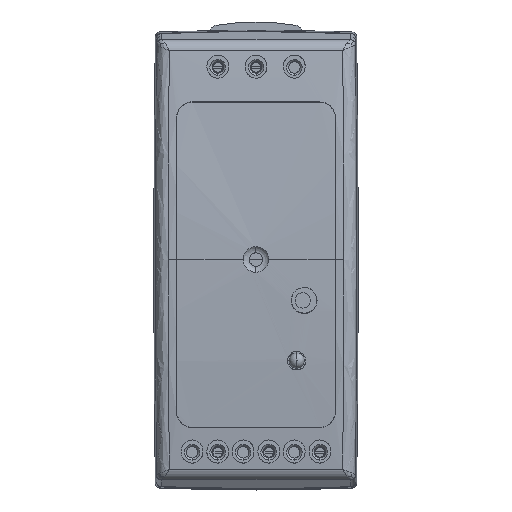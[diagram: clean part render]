
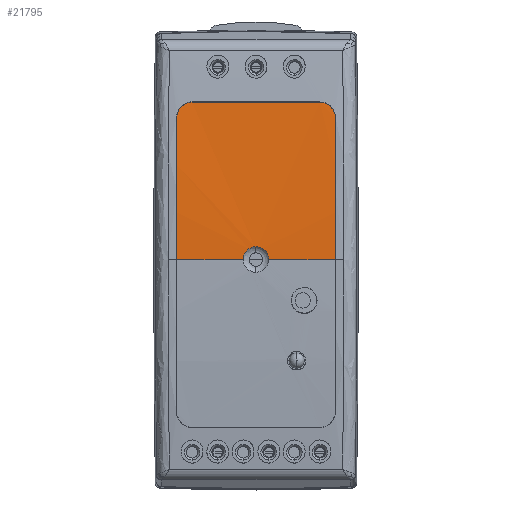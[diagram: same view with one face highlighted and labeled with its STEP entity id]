
A CAD part, top view. The second image highlights one B-rep face of the part: STEP entity #21795.
In plain terms, the highlighted cylindrical face has radius 338.569 mm (diameter 677.138 mm), a partial arc.
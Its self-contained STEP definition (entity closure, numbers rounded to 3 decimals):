
#3229 = CARTESIAN_POINT ( 'NONE',  ( -0.793, 2.486, 60.551 ) ) ;
#4030 = CARTESIAN_POINT ( 'NONE',  ( -15.64, 0.017, 60.56 ) ) ;
#4761 = VERTEX_POINT ( 'NONE', #110779 ) ;
#6117 = CARTESIAN_POINT ( 'NONE',  ( -13.95, 30.579, 59.178 ) ) ;
#6525 = CARTESIAN_POINT ( 'NONE',  ( -14.523, 30.22, 59.211 ) ) ;
#6923 = CARTESIAN_POINT ( 'NONE',  ( -15.003, 29.741, 59.253 ) ) ;
#6961 = CARTESIAN_POINT ( 'NONE',  ( -12.64, 30.852, 59.153 ) ) ;
#7249 = ORIENTED_EDGE ( 'NONE', *, *, #46249, .F. ) ;
#7644 = CARTESIAN_POINT ( 'NONE',  ( 14.244, 30.22, 59.21 ) ) ;
#7880 = FACE_OUTER_BOUND ( 'NONE', #29667, .T. ) ;
#9348 = DIRECTION ( 'NONE',  ( 1., 0., 0. ) ) ;
#12994 = DIRECTION ( 'NONE',  ( 0., 1., 0. ) ) ;
#13511 = LINE ( 'NONE', #64673, #19215 ) ;
#14389 = VERTEX_POINT ( 'NONE', #68038 ) ;
#15450 = CIRCLE ( 'NONE', #45128, 338.569 ) ;
#15516 = CARTESIAN_POINT ( 'NONE',  ( 6.693, 0.017, 60.56 ) ) ;
#16032 = CARTESIAN_POINT ( 'NONE',  ( 15.085, 29.168, 59.303 ) ) ;
#16103 = CARTESIAN_POINT ( 'NONE',  ( -12.64, 30.852, 59.153 ) ) ;
#19066 = AXIS2_PLACEMENT_3D ( 'NONE', #22905, #104129, #12994 ) ;
#19215 = VECTOR ( 'NONE', #9348, 1000. ) ;
#21488 = CARTESIAN_POINT ( 'NONE',  ( -0.14, 2.55, 60.551 ) ) ;
#21795 = ADVANCED_FACE ( 'NONE', ( #7880 ), #23522, .T. ) ;
#22190 = EDGE_CURVE ( 'NONE', #14389, #105728, #101805, .T. ) ;
#22905 = CARTESIAN_POINT ( 'NONE',  ( 15.36, 0.017, -278.009 ) ) ;
#23522 = CYLINDRICAL_SURFACE ( 'NONE', #74579, 338.569 ) ;
#23845 = CARTESIAN_POINT ( 'NONE',  ( 1.131, 2.229, 60.553 ) ) ;
#24887 = CARTESIAN_POINT ( 'NONE',  ( -15.589, 28.527, 59.358 ) ) ;
#25203 = CARTESIAN_POINT ( 'NONE',  ( 15.31, 28.525, 59.358 ) ) ;
#28179 = ORIENTED_EDGE ( 'NONE', *, *, #96453, .F. ) ;
#29085 = VERTEX_POINT ( 'NONE', #37317 ) ;
#29667 = EDGE_LOOP ( 'NONE', ( #81553, #69430, #7249, #111847, #28179, #69739, #49177, #85394, #72661 ) ) ;
#30662 = CARTESIAN_POINT ( 'NONE',  ( 0.514, 2.486, 60.551 ) ) ;
#30763 = CARTESIAN_POINT ( 'NONE',  ( -2.639, 0.017, 60.56 ) ) ;
#33244 = CARTESIAN_POINT ( 'NONE',  ( -0.14, 2.55, 60.551 ) ) ;
#33966 = CARTESIAN_POINT ( 'NONE',  ( 12.588, 30.852, 59.153 ) ) ;
#34049 = CARTESIAN_POINT ( 'NONE',  ( -13.311, 30.802, 59.158 ) ) ;
#36994 = VERTEX_POINT ( 'NONE', #108231 ) ;
#37317 = CARTESIAN_POINT ( 'NONE',  ( 2.36, 0.017, 60.56 ) ) ;
#38811 = DIRECTION ( 'NONE',  ( 0., -1., 0. ) ) ;
#39541 = EDGE_CURVE ( 'NONE', #72893, #36994, #13511, .T. ) ;
#39934 = CARTESIAN_POINT ( 'NONE',  ( -2.334, 1.293, 60.558 ) ) ;
#42431 = CARTESIAN_POINT ( 'NONE',  ( -12.863, 30.852, 59.153 ) ) ;
#43646 = CARTESIAN_POINT ( 'NONE',  ( -15.64, 28.077, 59.396 ) ) ;
#45128 = AXIS2_PLACEMENT_3D ( 'NONE', #93303, #111198, #38811 ) ;
#46249 = EDGE_CURVE ( 'NONE', #4761, #29085, #46298, .T. ) ;
#46298 = B_SPLINE_CURVE_WITH_KNOTS ( 'NONE', 3,
 ( #115802, #98703, #15516, #52966 ),
 .UNSPECIFIED., .F., .F.,
 ( 4, 4 ),
 ( 0., 1. ),
 .UNSPECIFIED. ) ;
#47887 = VERTEX_POINT ( 'NONE', #48149 ) ;
#48149 = CARTESIAN_POINT ( 'NONE',  ( -15.64, 27.852, 59.414 ) ) ;
#48387 = EDGE_CURVE ( 'NONE', #105728, #29085, #59347, .T. ) ;
#49068 = CARTESIAN_POINT ( 'NONE',  ( -0.473, 2.55, 60.551 ) ) ;
#49177 = ORIENTED_EDGE ( 'NONE', *, *, #68147, .F. ) ;
#52841 = EDGE_CURVE ( 'NONE', #68405, #47887, #15450, .T. ) ;
#52921 = CARTESIAN_POINT ( 'NONE',  ( 1.874, 1.568, 60.557 ) ) ;
#52966 = CARTESIAN_POINT ( 'NONE',  ( 2.36, 0.017, 60.56 ) ) ;
#55648 = DIRECTION ( 'NONE',  ( 0., 0., 1. ) ) ;
#57866 = CARTESIAN_POINT ( 'NONE',  ( -1.411, 2.228, 60.553 ) ) ;
#58263 = CARTESIAN_POINT ( 'NONE',  ( -2.582, 0.674, 60.56 ) ) ;
#59347 = B_SPLINE_CURVE_WITH_KNOTS ( 'NONE', 3,
 ( #21488, #85172, #30662, #23845, #94315, #52921, #70052, #116576, #87900, #106230 ),
 .UNSPECIFIED., .F., .F.,
 ( 4, 2, 2, 2, 4 ),
 ( 0., 0.25, 0.5, 0.75, 1. ),
 .UNSPECIFIED. ) ;
#59402 = CARTESIAN_POINT ( 'NONE',  ( -0.14, 2.55, 60.551 ) ) ;
#60734 = CARTESIAN_POINT ( 'NONE',  ( -15.364, 29.167, 59.303 ) ) ;
#64673 = CARTESIAN_POINT ( 'NONE',  ( -0.14, 30.852, 59.153 ) ) ;
#67362 = CARTESIAN_POINT ( 'NONE',  ( -1.683, 2.044, 60.554 ) ) ;
#67533 = CIRCLE ( 'NONE', #19066, 338.569 ) ;
#68038 = CARTESIAN_POINT ( 'NONE',  ( -2.639, 0.017, 60.56 ) ) ;
#68147 = EDGE_CURVE ( 'NONE', #47887, #72893, #73315, .T. ) ;
#68405 = VERTEX_POINT ( 'NONE', #4030 ) ;
#69430 = ORIENTED_EDGE ( 'NONE', *, *, #48387, .T. ) ;
#69496 = CARTESIAN_POINT ( 'NONE',  ( -15.64, 27.852, 59.414 ) ) ;
#69739 = ORIENTED_EDGE ( 'NONE', *, *, #39541, .F. ) ;
#70052 = CARTESIAN_POINT ( 'NONE',  ( 2.053, 1.295, 60.558 ) ) ;
#71511 = CARTESIAN_POINT ( 'NONE',  ( -2.639, 0.017, 60.56 ) ) ;
#72661 = ORIENTED_EDGE ( 'NONE', *, *, #93841, .F. ) ;
#72893 = VERTEX_POINT ( 'NONE', #6961 ) ;
#73315 = B_SPLINE_CURVE_WITH_KNOTS ( 'NONE', 3,
 ( #69496, #43646, #24887, #60734, #6923, #6525, #6117, #34049, #42431, #16103 ),
 .UNSPECIFIED., .F., .F.,
 ( 4, 1, 1, 1, 1, 1, 1, 4 ),
 ( 0., 0.143, 0.286, 0.429, 0.571, 0.714, 0.857, 1. ),
 .UNSPECIFIED. ) ;
#73926 = DIRECTION ( 'NONE',  ( -1., 0., 0. ) ) ;
#74579 = AXIS2_PLACEMENT_3D ( 'NONE', #92590, #73926, #55648 ) ;
#75822 = CARTESIAN_POINT ( 'NONE',  ( -11.306, 0.017, 60.56 ) ) ;
#80311 = CARTESIAN_POINT ( 'NONE',  ( 15.36, 27.852, 59.414 ) ) ;
#80897 = CARTESIAN_POINT ( 'NONE',  ( 12.36, 30.852, 59.153 ) ) ;
#81553 = ORIENTED_EDGE ( 'NONE', *, *, #22190, .T. ) ;
#85172 = CARTESIAN_POINT ( 'NONE',  ( 0.193, 2.55, 60.551 ) ) ;
#85394 = ORIENTED_EDGE ( 'NONE', *, *, #52841, .F. ) ;
#85888 = B_SPLINE_CURVE_WITH_KNOTS ( 'NONE', 3,
 ( #71511, #88964, #75822, #112422 ),
 .UNSPECIFIED., .F., .F.,
 ( 4, 4 ),
 ( 0., 1. ),
 .UNSPECIFIED. ) ;
#87900 = CARTESIAN_POINT ( 'NONE',  ( 2.364, 0.35, 60.56 ) ) ;
#88867 = CARTESIAN_POINT ( 'NONE',  ( 15.36, 28.081, 59.395 ) ) ;
#88964 = CARTESIAN_POINT ( 'NONE',  ( -6.972, 0.017, 60.56 ) ) ;
#92590 = CARTESIAN_POINT ( 'NONE',  ( -0.139, 0.017, -278.009 ) ) ;
#93303 = CARTESIAN_POINT ( 'NONE',  ( -15.64, 0.017, -278.009 ) ) ;
#93841 = EDGE_CURVE ( 'NONE', #14389, #68405, #85888, .T. ) ;
#94315 = CARTESIAN_POINT ( 'NONE',  ( 1.405, 2.043, 60.554 ) ) ;
#94418 = CARTESIAN_POINT ( 'NONE',  ( -2.154, 1.567, 60.557 ) ) ;
#96453 = EDGE_CURVE ( 'NONE', #36994, #100812, #98963, .T. ) ;
#97631 = CARTESIAN_POINT ( 'NONE',  ( 13.03, 30.802, 59.158 ) ) ;
#98703 = CARTESIAN_POINT ( 'NONE',  ( 11.027, 0.017, 60.56 ) ) ;
#98963 = B_SPLINE_CURVE_WITH_KNOTS ( 'NONE', 3,
 ( #80897, #33966, #97631, #106775, #7644, #115903, #16032, #25203, #88867, #107174 ),
 .UNSPECIFIED., .F., .F.,
 ( 4, 1, 1, 1, 1, 1, 1, 4 ),
 ( 0., 0.143, 0.286, 0.429, 0.571, 0.714, 0.857, 1. ),
 .UNSPECIFIED. ) ;
#100812 = VERTEX_POINT ( 'NONE', #80311 ) ;
#101805 = B_SPLINE_CURVE_WITH_KNOTS ( 'NONE', 3,
 ( #30763, #112324, #58263, #39934, #94418, #67362, #57866, #3229, #49068, #59402 ),
 .UNSPECIFIED., .F., .F.,
 ( 4, 2, 2, 2, 4 ),
 ( 0., 0.25, 0.5, 0.75, 1. ),
 .UNSPECIFIED. ) ;
#104129 = DIRECTION ( 'NONE',  ( 1., 0., 0. ) ) ;
#105728 = VERTEX_POINT ( 'NONE', #33244 ) ;
#106230 = CARTESIAN_POINT ( 'NONE',  ( 2.36, 0.017, 60.56 ) ) ;
#106775 = CARTESIAN_POINT ( 'NONE',  ( 13.671, 30.579, 59.178 ) ) ;
#107174 = CARTESIAN_POINT ( 'NONE',  ( 15.36, 27.852, 59.414 ) ) ;
#108231 = CARTESIAN_POINT ( 'NONE',  ( 12.36, 30.852, 59.153 ) ) ;
#110083 = EDGE_CURVE ( 'NONE', #100812, #4761, #67533, .T. ) ;
#110779 = CARTESIAN_POINT ( 'NONE',  ( 15.36, 0.017, 60.56 ) ) ;
#111198 = DIRECTION ( 'NONE',  ( -1., 0., 0. ) ) ;
#111847 = ORIENTED_EDGE ( 'NONE', *, *, #110083, .F. ) ;
#112324 = CARTESIAN_POINT ( 'NONE',  ( -2.642, 0.352, 60.56 ) ) ;
#112422 = CARTESIAN_POINT ( 'NONE',  ( -15.64, 0.017, 60.56 ) ) ;
#115802 = CARTESIAN_POINT ( 'NONE',  ( 15.36, 0.017, 60.56 ) ) ;
#115903 = CARTESIAN_POINT ( 'NONE',  ( 14.723, 29.741, 59.253 ) ) ;
#116576 = CARTESIAN_POINT ( 'NONE',  ( 2.303, 0.672, 60.56 ) ) ;
